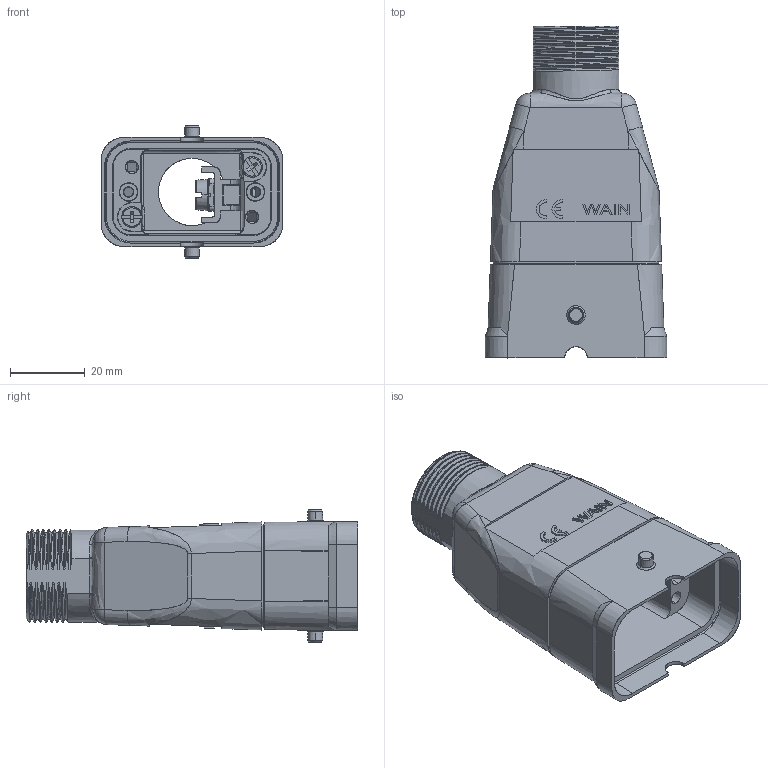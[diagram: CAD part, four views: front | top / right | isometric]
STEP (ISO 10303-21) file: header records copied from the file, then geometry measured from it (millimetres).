
FILE_DESCRIPTION(/* description */ (''),/* implementation_level */ '2;1');
FILE_NAME(/* name */ '3D_1306084105003_EMC.HC-TEH-2B-M25_V1.0_stp.stp',/* time_stamp */ '2023-11-30T16:34:38+08:00',/* author */ (''),/* organization */ (''),/* preprocessor_version */ 'ST-DEVELOPER v18.1',/* originating_system */ 'SIEMENS PLM Software NX 1980',/* authorisation */ '');
FILE_SCHEMA (('AUTOMOTIVE_DESIGN { 1 0 10303 214 3 1 1 1 }'));
Products named in the file (1): 13911D3034CDx5nh
Bounding box: 48.72 x 88.9 x 35.4 mm (x, y, z)
Surface area: 27715 mm2 (no closed solid volume)
Topology: 0 solids, 1129 shells, 1129 faces, 6488 edges, 6464 vertices
Faces by surface type: bspline 637, plane 451, sphere 20, torus 16, cylinder 5
Entity records: 136241 total; most frequent: CARTESIAN_POINT 91243, ORIENTED_EDGE 6466, EDGE_CURVE 6466, VERTEX_POINT 6464, B_SPLINE_CURVE_WITH_KNOTS 4975, DIRECTION 2471, LINE 1391, VECTOR 1391
